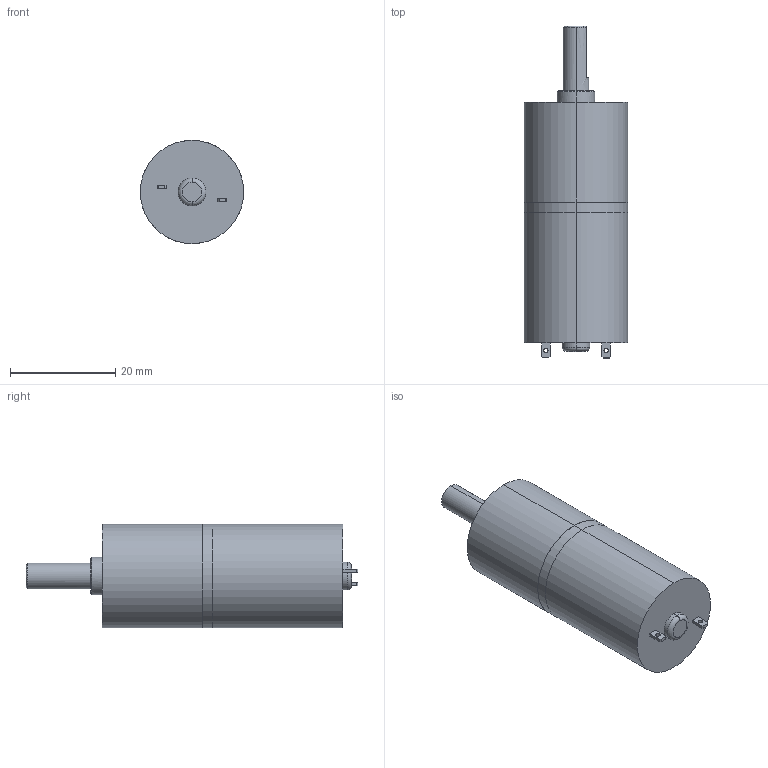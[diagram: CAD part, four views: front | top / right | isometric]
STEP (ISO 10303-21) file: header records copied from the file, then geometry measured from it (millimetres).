
FILE_DESCRIPTION(('FreeCAD Model'),'2;1');
FILE_NAME('Open CASCADE Shape Model','2025-04-26T08:15:58',('FreeCAD'),( 'FreeCAD'),'Open CASCADE STEP processor 7.6','FreeCAD','Unknown');
FILE_SCHEMA(('AUTOMOTIVE_DESIGN { 1 0 10303 214 1 1 1 1 }'));
Length unit declared in the file: millimetre
Products named in the file (1): Open CASCADE STEP translator 7.6 1
Bounding box: 19.62 x 63.03 x 19.62 mm (x, y, z)
Volume: 14174.4 mm3; surface area: 5056.2 mm2
Topology: 6 solids, 6 shells, 63 faces, 129 edges, 84 vertices
Faces by surface type: bspline 63
Entity records: 1759 total; most frequent: CARTESIAN_POINT 950, ORIENTED_EDGE 258, EDGE_CURVE 129, VERTEX_POINT 84, FACE_BOUND 73, EDGE_LOOP 73, B_SPLINE_CURVE_WITH_KNOTS 70, ADVANCED_FACE 63
